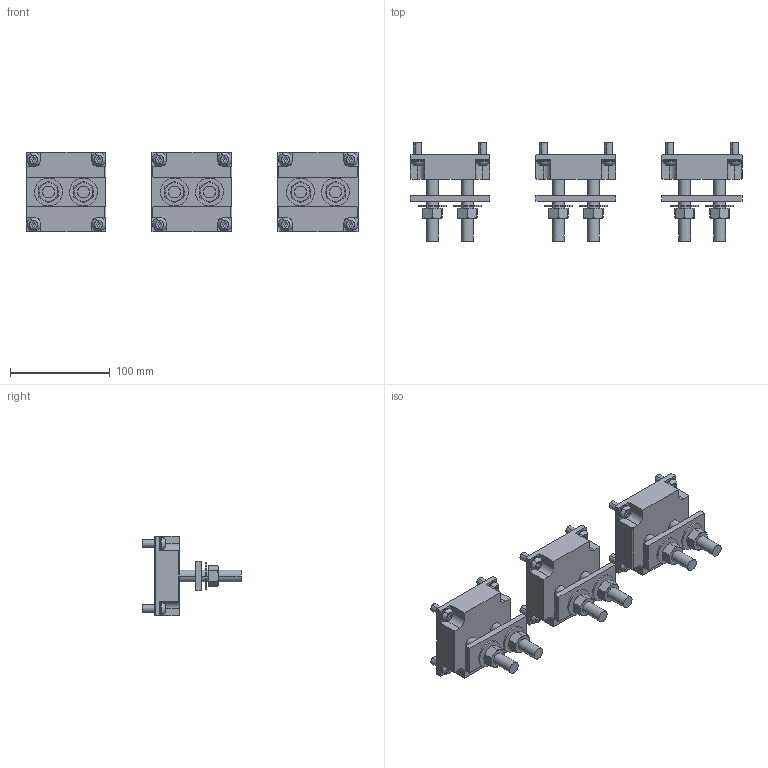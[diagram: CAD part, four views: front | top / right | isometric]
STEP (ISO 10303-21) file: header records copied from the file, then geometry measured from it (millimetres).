
FILE_DESCRIPTION(('CATIA V5 STEP Exchange'),'2;1');
FILE_NAME('1SDH001252R0445_E4.2_III_W_FLAT_TERM_4000A_UPPER_N0777.stp','2016-08-04T12:16:11+00:00',('none'),('none'),'CATIA Version 5 Release 20 SP 6 (IN-10)','CATIA V5 STEP AP203','none');
FILE_SCHEMA(('CONFIG_CONTROL_DESIGN'));
Length unit declared in the file: millimetre
Products named in the file (1): 1SDH001252R0445_1PA_001_00_E4.2_III_W_FLAT_TERM_4000A_UPPER_N0777
Bounding box: 332 x 98.4 x 80 mm (x, y, z)
Volume: 539007 mm3; surface area: 116402.2 mm2
Topology: 14 solids, 14 shells, 624 faces, 1536 edges, 1004 vertices
Faces by surface type: plane 344, cylinder 208, cone 48, sphere 24
Entity records: 18315 total; most frequent: CARTESIAN_POINT 4752, ORIENTED_EDGE 3024, DIRECTION 2166, EDGE_CURVE 1512, VERTEX_POINT 1004, AXIS2_PLACEMENT_3D 948, VECTOR 760, LINE 760
